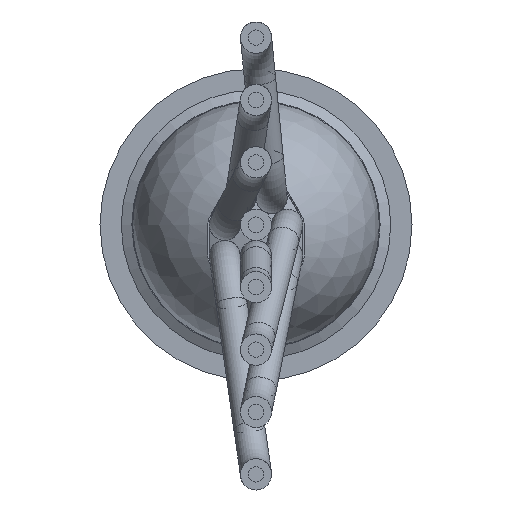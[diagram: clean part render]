
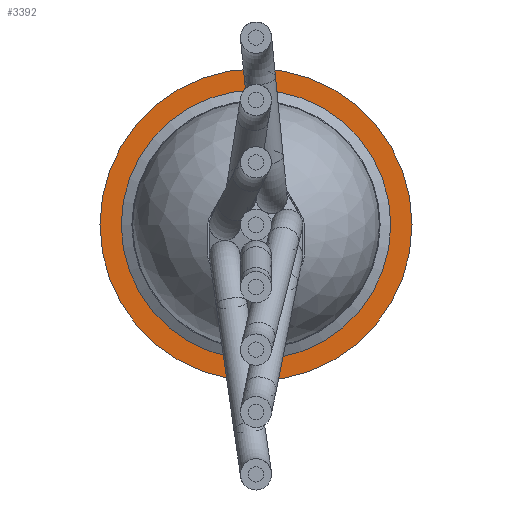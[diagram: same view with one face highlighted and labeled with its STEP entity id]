
A CAD part, front view. The second image highlights one B-rep face of the part: STEP entity #3392.
In plain terms, the highlighted planar face has unit normal (0, -1, 0).
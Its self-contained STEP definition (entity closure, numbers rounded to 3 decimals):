
#92=PLANE('',#3673);
#158=FACE_BOUND('',#975,.T.);
#779=FACE_OUTER_BOUND('',#974,.T.);
#974=EDGE_LOOP('',(#2588,#2589));
#975=EDGE_LOOP('',(#2590,#2591));
#1259=CIRCLE('',#3671,8.8);
#1260=CIRCLE('',#3672,8.8);
#1261=CIRCLE('',#3674,11.);
#1262=CIRCLE('',#3675,11.);
#1577=VERTEX_POINT('',#5998);
#1578=VERTEX_POINT('',#5999);
#1579=VERTEX_POINT('',#6004);
#1580=VERTEX_POINT('',#6005);
#1967=EDGE_CURVE('',#1577,#1578,#1259,.T.);
#1969=EDGE_CURVE('',#1578,#1577,#1260,.T.);
#1970=EDGE_CURVE('',#1579,#1580,#1261,.T.);
#1971=EDGE_CURVE('',#1580,#1579,#1262,.T.);
#2588=ORIENTED_EDGE('',*,*,#1970,.F.);
#2589=ORIENTED_EDGE('',*,*,#1971,.F.);
#2590=ORIENTED_EDGE('',*,*,#1967,.F.);
#2591=ORIENTED_EDGE('',*,*,#1969,.F.);
#3392=ADVANCED_FACE('',(#779,#158),#92,.T.);
#3671=AXIS2_PLACEMENT_3D('',#6000,#4360,#4361);
#3672=AXIS2_PLACEMENT_3D('',#6002,#4363,#4364);
#3673=AXIS2_PLACEMENT_3D('',#6003,#4365,#4366);
#3674=AXIS2_PLACEMENT_3D('',#6006,#4367,#4368);
#3675=AXIS2_PLACEMENT_3D('',#6007,#4369,#4370);
#4360=DIRECTION('center_axis',(0.,-1.,0.));
#4361=DIRECTION('ref_axis',(-1.,0.,0.));
#4363=DIRECTION('center_axis',(0.,-1.,0.));
#4364=DIRECTION('ref_axis',(-1.,0.,0.));
#4365=DIRECTION('center_axis',(0.,-1.,0.));
#4366=DIRECTION('ref_axis',(0.,0.,-1.));
#4367=DIRECTION('center_axis',(0.,1.,0.));
#4368=DIRECTION('ref_axis',(-1.,0.,0.));
#4369=DIRECTION('center_axis',(0.,1.,0.));
#4370=DIRECTION('ref_axis',(-1.,0.,0.));
#5998=CARTESIAN_POINT('',(-8.8,30.,0.));
#5999=CARTESIAN_POINT('',(8.8,30.,0.));
#6000=CARTESIAN_POINT('Origin',(0.,30.,0.));
#6002=CARTESIAN_POINT('Origin',(0.,30.,0.));
#6003=CARTESIAN_POINT('Origin',(-10.25,30.,0.));
#6004=CARTESIAN_POINT('',(-11.,30.,0.));
#6005=CARTESIAN_POINT('',(11.,30.,0.));
#6006=CARTESIAN_POINT('Origin',(0.,30.,0.));
#6007=CARTESIAN_POINT('Origin',(0.,30.,0.));
